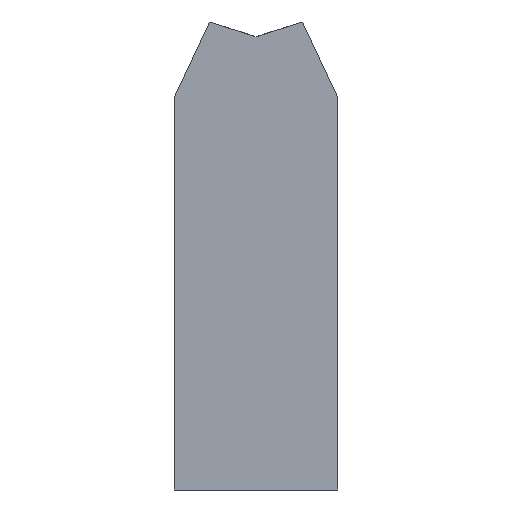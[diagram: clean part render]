
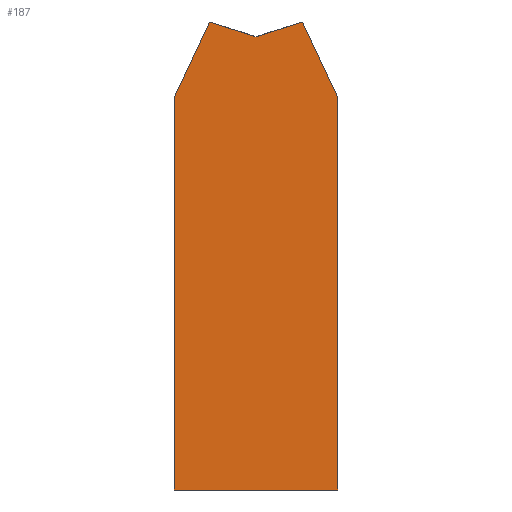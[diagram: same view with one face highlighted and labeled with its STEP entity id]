
A CAD part, front view. The second image highlights one B-rep face of the part: STEP entity #187.
In plain terms, the highlighted planar face has unit normal (0, -1, 0).
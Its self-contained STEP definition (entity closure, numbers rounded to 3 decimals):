
#187 = ADVANCED_FACE( '', ( #461 ), #462, .T. );
#461 = FACE_OUTER_BOUND( '', #823, .T. );
#462 = PLANE( '', #824 );
#823 = EDGE_LOOP( '', ( #1288, #1289, #1290, #1291, #1292, #1293, #1294 ) );
#824 = AXIS2_PLACEMENT_3D( '', #1295, #1296, #1297 );
#1288 = ORIENTED_EDGE( '', *, *, #1732, .T. );
#1289 = ORIENTED_EDGE( '', *, *, #1733, .T. );
#1290 = ORIENTED_EDGE( '', *, *, #1630, .T. );
#1291 = ORIENTED_EDGE( '', *, *, #1734, .T. );
#1292 = ORIENTED_EDGE( '', *, *, #1726, .T. );
#1293 = ORIENTED_EDGE( '', *, *, #1735, .T. );
#1294 = ORIENTED_EDGE( '', *, *, #1687, .T. );
#1295 = CARTESIAN_POINT( '', ( -7.5, 0., 0. ) );
#1296 = DIRECTION( '', ( 0., -1., 0. ) );
#1297 = DIRECTION( '', ( 0., 0., -1. ) );
#1630 = EDGE_CURVE( '', #1873, #1874, #1875, .T. );
#1687 = EDGE_CURVE( '', #1966, #1967, #1968, .T. );
#1726 = EDGE_CURVE( '', #2035, #2033, #2036, .T. );
#1732 = EDGE_CURVE( '', #1967, #2043, #2044, .T. );
#1733 = EDGE_CURVE( '', #2043, #1873, #2045, .T. );
#1734 = EDGE_CURVE( '', #1874, #2035, #2046, .T. );
#1735 = EDGE_CURVE( '', #2033, #1966, #2047, .T. );
#1873 = VERTEX_POINT( '', #2205 );
#1874 = VERTEX_POINT( '', #2206 );
#1875 = LINE( '', #2207, #2208 );
#1966 = VERTEX_POINT( '', #2302 );
#1967 = VERTEX_POINT( '', #2303 );
#1968 = LINE( '', #2304, #2305 );
#2033 = VERTEX_POINT( '', #2381 );
#2035 = VERTEX_POINT( '', #2384 );
#2036 = LINE( '', #2385, #2386 );
#2043 = VERTEX_POINT( '', #2395 );
#2044 = LINE( '', #2396, #2397 );
#2045 = LINE( '', #2398, #2399 );
#2046 = LINE( '', #2400, #2401 );
#2047 = LINE( '', #2402, #2403 );
#2205 = CARTESIAN_POINT( '', ( 7.5, 0., 0. ) );
#2206 = CARTESIAN_POINT( '', ( 7.5, 0., 35.916 ) );
#2207 = CARTESIAN_POINT( '', ( 7.5, 0., 0. ) );
#2208 = VECTOR( '', #2585, 1000. );
#2302 = CARTESIAN_POINT( '', ( -4.263, 0., 42.859 ) );
#2303 = CARTESIAN_POINT( '', ( -7.5, 0., 35.916 ) );
#2304 = CARTESIAN_POINT( '', ( -4.263, 0., 42.859 ) );
#2305 = VECTOR( '', #2685, 1000. );
#2381 = CARTESIAN_POINT( '', ( 0., 0., 41.515 ) );
#2384 = CARTESIAN_POINT( '', ( 4.263, 0., 42.859 ) );
#2385 = CARTESIAN_POINT( '', ( 4.263, 0., 42.859 ) );
#2386 = VECTOR( '', #2752, 1000. );
#2395 = CARTESIAN_POINT( '', ( -7.5, 0., 0. ) );
#2396 = CARTESIAN_POINT( '', ( -7.5, 0., 35.916 ) );
#2397 = VECTOR( '', #2755, 1000. );
#2398 = CARTESIAN_POINT( '', ( -7.5, 0., 0. ) );
#2399 = VECTOR( '', #2756, 1000. );
#2400 = CARTESIAN_POINT( '', ( 7.5, 0., 35.916 ) );
#2401 = VECTOR( '', #2757, 1000. );
#2402 = CARTESIAN_POINT( '', ( 0., 0., 41.515 ) );
#2403 = VECTOR( '', #2758, 1000. );
#2585 = DIRECTION( '', ( 0., 0., 1. ) );
#2685 = DIRECTION( '', ( -0.423, 0., -0.906 ) );
#2752 = DIRECTION( '', ( -0.954, 0., -0.301 ) );
#2755 = DIRECTION( '', ( 0., 0., -1. ) );
#2756 = DIRECTION( '', ( 1., 0., 0. ) );
#2757 = DIRECTION( '', ( -0.423, 0., 0.906 ) );
#2758 = DIRECTION( '', ( -0.954, 0., 0.301 ) );
